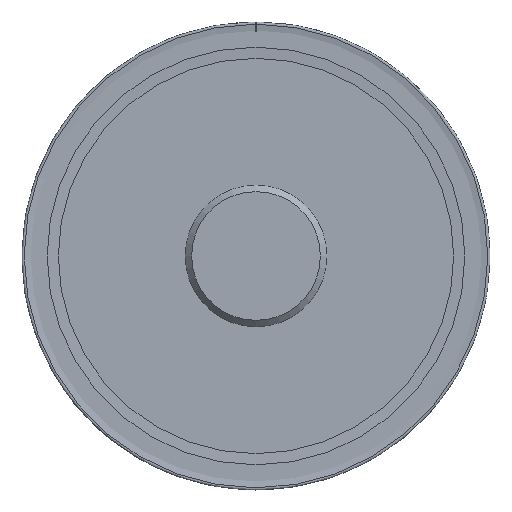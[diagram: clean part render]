
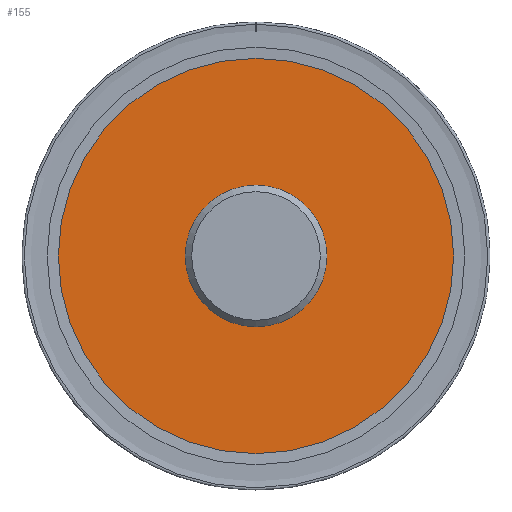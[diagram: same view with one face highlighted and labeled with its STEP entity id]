
A CAD part, left-side view. The second image highlights one B-rep face of the part: STEP entity #155.
In plain terms, the highlighted planar face has unit normal (-1, 0, 0).
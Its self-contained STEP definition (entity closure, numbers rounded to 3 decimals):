
#147=PLANE('',#591);
#155=ADVANCED_FACE('',(#197,#198),#147,.F.);
#197=FACE_BOUND('',#219,.T.);
#198=FACE_BOUND('',#220,.T.);
#219=EDGE_LOOP('',(#267));
#220=EDGE_LOOP('',(#268));
#267=ORIENTED_EDGE('',*,*,#463,.F.);
#268=ORIENTED_EDGE('',*,*,#462,.T.);
#412=VERTEX_POINT('',#795);
#413=VERTEX_POINT('',#798);
#462=EDGE_CURVE('',#412,#412,#536,.T.);
#463=EDGE_CURVE('',#413,#413,#537,.T.);
#536=CIRCLE('',#588,84.48);
#537=CIRCLE('',#590,30.25);
#588=AXIS2_PLACEMENT_3D('',#794,#657,#658);
#590=AXIS2_PLACEMENT_3D('',#797,#661,#662);
#591=AXIS2_PLACEMENT_3D('',#799,#663,#664);
#657=DIRECTION('',(-1.,0.,0.));
#658=DIRECTION('',(0.,0.,1.));
#661=DIRECTION('',(-1.,0.,0.));
#662=DIRECTION('',(0.,0.,1.));
#663=DIRECTION('',(1.,0.,0.));
#664=DIRECTION('',(0.,0.,-1.));
#794=CARTESIAN_POINT('',(0.75,0.,0.));
#795=CARTESIAN_POINT('',(0.75,0.,84.48));
#797=CARTESIAN_POINT('',(0.75,0.,0.));
#798=CARTESIAN_POINT('',(0.75,0.,30.25));
#799=CARTESIAN_POINT('',(0.75,30.25,0.));
